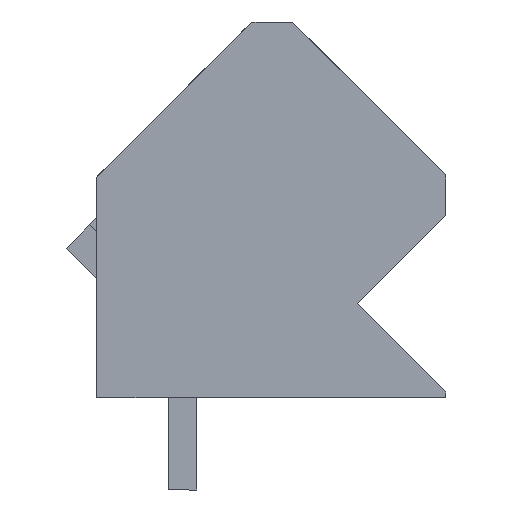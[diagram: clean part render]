
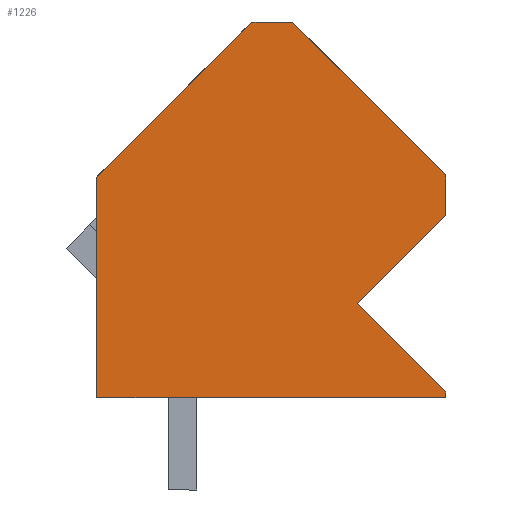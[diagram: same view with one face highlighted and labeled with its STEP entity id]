
A CAD part, left-side view. The second image highlights one B-rep face of the part: STEP entity #1226.
In plain terms, the highlighted planar face has unit normal (-1, 0, 0).
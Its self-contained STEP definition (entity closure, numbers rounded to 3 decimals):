
#1175=AXIS2_PLACEMENT_3D('Plane Axis2P3D',#1172,#1173,#1174) ;
#255=CARTESIAN_POINT('Vertex',(0.,5.303,16.228)) ;
#258=CARTESIAN_POINT('Line Origine',(0.,2.651,13.577)) ;
#262=CARTESIAN_POINT('Vertex',(0.,0.,10.925)) ;
#927=CARTESIAN_POINT('Vertex',(0.,12.092,10.853)) ;
#930=CARTESIAN_POINT('Line Origine',(0.,9.405,13.541)) ;
#934=CARTESIAN_POINT('Vertex',(0.,6.717,16.228)) ;
#1153=CARTESIAN_POINT('Line Origine',(0.,0.,10.218)) ;
#1157=CARTESIAN_POINT('Vertex',(0.,0.,9.511)) ;
#1172=CARTESIAN_POINT('Axis2P3D Location',(0.,13.152,0.)) ;
#1177=CARTESIAN_POINT('Line Origine',(0.,6.046,3.2)) ;
#1181=CARTESIAN_POINT('Vertex',(0.,12.092,3.2)) ;
#1183=CARTESIAN_POINT('Vertex',(0.,0.,3.2)) ;
#1186=CARTESIAN_POINT('Line Origine',(0.,0.,3.3)) ;
#1190=CARTESIAN_POINT('Vertex',(0.,0.,3.4)) ;
#1193=CARTESIAN_POINT('Line Origine',(0.,1.527,4.928)) ;
#1197=CARTESIAN_POINT('Vertex',(0.,3.055,6.455)) ;
#1200=CARTESIAN_POINT('Line Origine',(0.,1.527,7.983)) ;
#1205=CARTESIAN_POINT('Line Origine',(0.,6.01,16.228)) ;
#1210=CARTESIAN_POINT('Line Origine',(0.,12.092,7.027)) ;
#259=DIRECTION('Vector Direction',(0.,0.707,0.707)) ;
#931=DIRECTION('Vector Direction',(0.,0.707,-0.707)) ;
#1154=DIRECTION('Vector Direction',(0.,0.,1.)) ;
#1173=DIRECTION('Axis2P3D Direction',(-1.,0.,0.)) ;
#1174=DIRECTION('Axis2P3D XDirection',(0.,-1.,0.)) ;
#1178=DIRECTION('Vector Direction',(0.,-1.,0.)) ;
#1187=DIRECTION('Vector Direction',(0.,0.,1.)) ;
#1194=DIRECTION('Vector Direction',(0.,0.707,0.707)) ;
#1201=DIRECTION('Vector Direction',(0.,-0.707,0.707)) ;
#1206=DIRECTION('Vector Direction',(0.,1.,0.)) ;
#1211=DIRECTION('Vector Direction',(0.,0.,-1.)) ;
#260=VECTOR('Line Direction',#259,1.) ;
#932=VECTOR('Line Direction',#931,1.) ;
#1155=VECTOR('Line Direction',#1154,1.) ;
#1179=VECTOR('Line Direction',#1178,1.) ;
#1188=VECTOR('Line Direction',#1187,1.) ;
#1195=VECTOR('Line Direction',#1194,1.) ;
#1202=VECTOR('Line Direction',#1201,1.) ;
#1207=VECTOR('Line Direction',#1206,1.) ;
#1212=VECTOR('Line Direction',#1211,1.) ;
#1216=ORIENTED_EDGE('',*,*,#1185,.T.) ;
#1217=ORIENTED_EDGE('',*,*,#1192,.T.) ;
#1218=ORIENTED_EDGE('',*,*,#1199,.T.) ;
#1219=ORIENTED_EDGE('',*,*,#1204,.T.) ;
#1220=ORIENTED_EDGE('',*,*,#1159,.T.) ;
#1221=ORIENTED_EDGE('',*,*,#264,.T.) ;
#1222=ORIENTED_EDGE('',*,*,#1209,.T.) ;
#1223=ORIENTED_EDGE('',*,*,#936,.T.) ;
#1224=ORIENTED_EDGE('',*,*,#1214,.T.) ;
#1226=ADVANCED_FACE('HOUSING',(#1225),#1176,.T.) ;
#264=EDGE_CURVE('',#263,#256,#261,.T.) ;
#936=EDGE_CURVE('',#935,#928,#933,.T.) ;
#1159=EDGE_CURVE('',#1158,#263,#1156,.T.) ;
#1185=EDGE_CURVE('',#1182,#1184,#1180,.T.) ;
#1192=EDGE_CURVE('',#1184,#1191,#1189,.T.) ;
#1199=EDGE_CURVE('',#1191,#1198,#1196,.T.) ;
#1204=EDGE_CURVE('',#1198,#1158,#1203,.T.) ;
#1209=EDGE_CURVE('',#256,#935,#1208,.T.) ;
#1214=EDGE_CURVE('',#928,#1182,#1213,.T.) ;
#1215=EDGE_LOOP('',(#1216,#1217,#1218,#1219,#1220,#1221,#1222,#1223,#1224)) ;
#1225=FACE_OUTER_BOUND('',#1215,.T.) ;
#261=LINE('Line',#258,#260) ;
#933=LINE('Line',#930,#932) ;
#1156=LINE('Line',#1153,#1155) ;
#1180=LINE('Line',#1177,#1179) ;
#1189=LINE('Line',#1186,#1188) ;
#1196=LINE('Line',#1193,#1195) ;
#1203=LINE('Line',#1200,#1202) ;
#1208=LINE('Line',#1205,#1207) ;
#1213=LINE('Line',#1210,#1212) ;
#1176=PLANE('',#1175) ;
#256=VERTEX_POINT('',#255) ;
#263=VERTEX_POINT('',#262) ;
#928=VERTEX_POINT('',#927) ;
#935=VERTEX_POINT('',#934) ;
#1158=VERTEX_POINT('',#1157) ;
#1182=VERTEX_POINT('',#1181) ;
#1184=VERTEX_POINT('',#1183) ;
#1191=VERTEX_POINT('',#1190) ;
#1198=VERTEX_POINT('',#1197) ;
